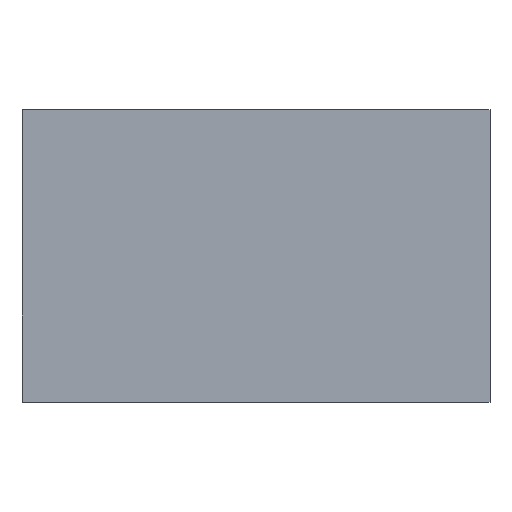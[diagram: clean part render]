
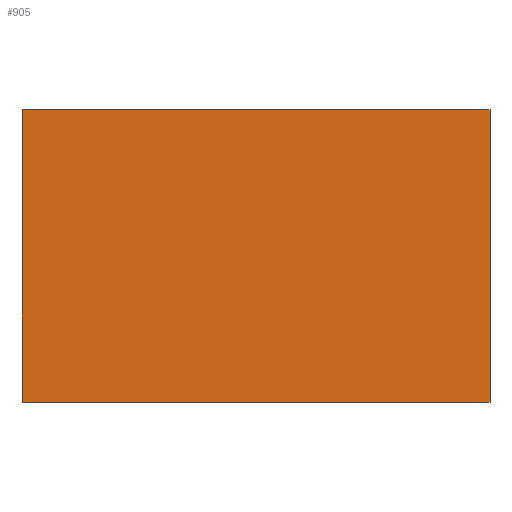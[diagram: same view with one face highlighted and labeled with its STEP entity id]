
A CAD part, top view. The second image highlights one B-rep face of the part: STEP entity #905.
In plain terms, the highlighted planar face has unit normal (0, 0, 1).
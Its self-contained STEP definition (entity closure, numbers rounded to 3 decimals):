
#112=LINE('',#1603,#210);
#114=LINE('',#1607,#212);
#116=LINE('',#1611,#214);
#118=LINE('',#1614,#216);
#210=VECTOR('',#1112,10.);
#212=VECTOR('',#1116,10.);
#214=VECTOR('',#1120,10.);
#216=VECTOR('',#1124,10.);
#281=FACE_OUTER_BOUND('',#333,.T.);
#333=EDGE_LOOP('',(#813,#814,#815,#816));
#443=VERTEX_POINT('',#1600);
#444=VERTEX_POINT('',#1602);
#445=VERTEX_POINT('',#1606);
#446=VERTEX_POINT('',#1610);
#566=EDGE_CURVE('',#443,#444,#112,.T.);
#568=EDGE_CURVE('',#444,#445,#114,.T.);
#570=EDGE_CURVE('',#445,#446,#116,.T.);
#572=EDGE_CURVE('',#446,#443,#118,.T.);
#813=ORIENTED_EDGE('',*,*,#566,.F.);
#814=ORIENTED_EDGE('',*,*,#572,.F.);
#815=ORIENTED_EDGE('',*,*,#570,.F.);
#816=ORIENTED_EDGE('',*,*,#568,.F.);
#857=PLANE('',#959);
#905=ADVANCED_FACE('',(#281),#857,.T.);
#959=AXIS2_PLACEMENT_3D('',#1615,#1125,#1126);
#1112=DIRECTION('',(0.,-1.,0.));
#1116=DIRECTION('',(-1.,0.,0.));
#1120=DIRECTION('',(0.,1.,0.));
#1124=DIRECTION('',(1.,0.,0.));
#1125=DIRECTION('center_axis',(0.,0.,1.));
#1126=DIRECTION('ref_axis',(1.,0.,0.));
#1600=CARTESIAN_POINT('',(1.,0.625,0.5));
#1602=CARTESIAN_POINT('',(1.,-0.625,0.5));
#1603=CARTESIAN_POINT('',(1.,0.625,0.5));
#1606=CARTESIAN_POINT('',(-1.,-0.625,0.5));
#1607=CARTESIAN_POINT('',(1.,-0.625,0.5));
#1610=CARTESIAN_POINT('',(-1.,0.625,0.5));
#1611=CARTESIAN_POINT('',(-1.,-0.625,0.5));
#1614=CARTESIAN_POINT('',(-1.,0.625,0.5));
#1615=CARTESIAN_POINT('Origin',(0.,0.,0.5));
